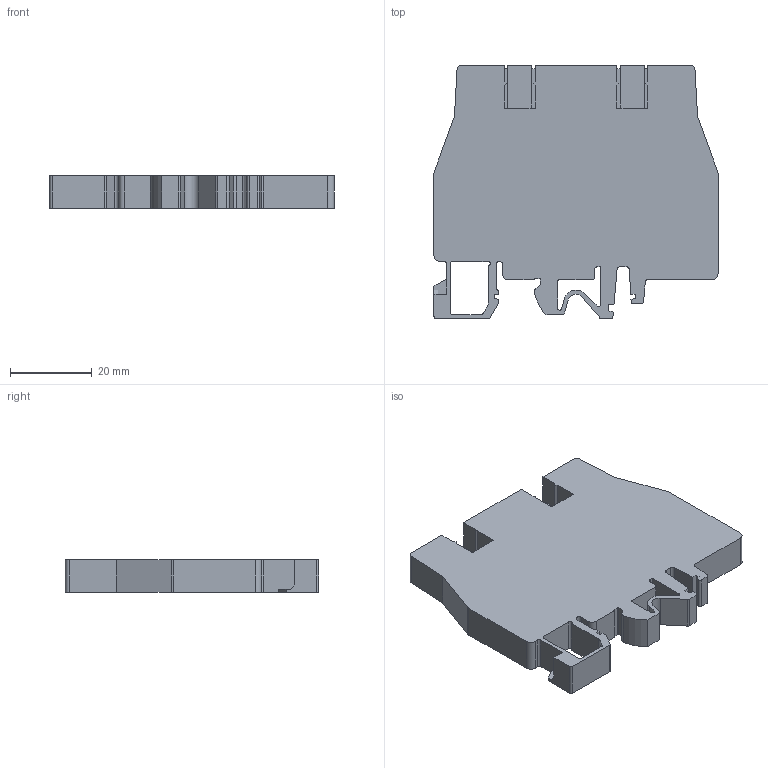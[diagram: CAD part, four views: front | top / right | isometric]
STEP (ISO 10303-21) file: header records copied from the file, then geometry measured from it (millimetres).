
FILE_DESCRIPTION(('Creo Elements/Direct Modeling STEP Export'),'2;1');
FILE_NAME('SCB.6.stp','2014-01-22T13:46:10',(''),(''),'Creo Elements/Direct Modeling STEP processor for AP214 (Solid Model)','Creo Elements/Direct Modeling 18.0B 02-Dec-2011 (C) Parametric Technology GmbH','');
FILE_SCHEMA(('AUTOMOTIVE_DESIGN { 1 0 10303 214 1 1 1 1 }'));
Length unit declared in the file: millimetre
Products named in the file (1): SCB.6
Bounding box: 69.5 x 62 x 8 mm (x, y, z)
Volume: 27046.7 mm3; surface area: 10736.7 mm2
Topology: 1 solids, 1 shells, 156 faces, 460 edges, 306 vertices
Faces by surface type: plane 112, cylinder 41, cone 3
Entity records: 5254 total; most frequent: CARTESIAN_POINT 1031, ORIENTED_EDGE 920, DIRECTION 828, EDGE_CURVE 460, VECTOR 370, LINE 370, VERTEX_POINT 306, AXIS2_PLACEMENT_3D 229
